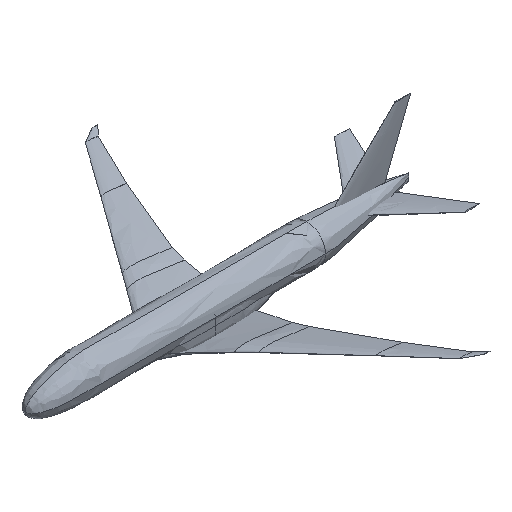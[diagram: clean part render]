
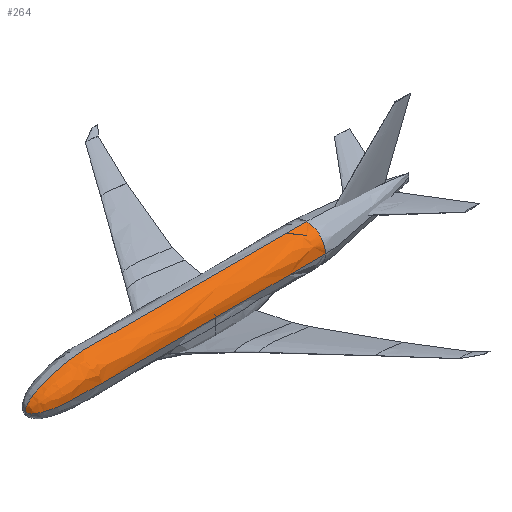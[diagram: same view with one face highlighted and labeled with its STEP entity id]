
A CAD part, isometric view. The second image highlights one B-rep face of the part: STEP entity #264.
In plain terms, the highlighted free-form (B-spline) face has degree [3, 3] with [10, 4] control points.
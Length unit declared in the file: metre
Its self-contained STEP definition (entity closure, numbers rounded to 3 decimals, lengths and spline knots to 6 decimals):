
#264 = ADVANCED_FACE( '', ( #348 ), #349, .F. );
#348 = FACE_OUTER_BOUND( '', #4282, .T. );
#349 = B_SPLINE_SURFACE_WITH_KNOTS( '', 3, 3, ( ( #4283, #4284, #4285, #4286 ), ( #4287, #4288, #4289, #4290 ), ( #4291, #4292, #4293, #4294 ), ( #4295, #4296, #4297, #4298 ), ( #4299, #4300, #4301, #4302 ), ( #4303, #4304, #4305, #4306 ), ( #4307, #4308, #4309, #4310 ), ( #4311, #4312, #4313, #4314 ), ( #4315, #4316, #4317, #4318 ), ( #4319, #4320, #4321, #4322 ) ), .UNSPECIFIED., .F., .F., .F., ( 4, 3, 3, 4 ), ( 4, 4 ), ( 0., 1., 2., 3. ), ( 0., 1. ), .UNSPECIFIED. );
#4282 = EDGE_LOOP( '', ( #6660, #6661, #6662 ) );
#4283 = CARTESIAN_POINT( '', ( 0., 0., -0.9144 ) );
#4284 = CARTESIAN_POINT( '', ( 0., 0., -0.9144 ) );
#4285 = CARTESIAN_POINT( '', ( 0., 0., -0.9144 ) );
#4286 = CARTESIAN_POINT( '', ( 0., 0., -0.9144 ) );
#4287 = CARTESIAN_POINT( '', ( 0.044504, 0., 1.635242 ) );
#4288 = CARTESIAN_POINT( '', ( 0.044504, -1.274821, 1.635242 ) );
#4289 = CARTESIAN_POINT( '', ( 0.044504, -2.549642, 0.360421 ) );
#4290 = CARTESIAN_POINT( '', ( 0.044504, -2.549642, -0.9144 ) );
#4291 = CARTESIAN_POINT( '', ( 7.125039, 0., 3.098292 ) );
#4292 = CARTESIAN_POINT( '', ( 7.125039, -1.711139, 3.098292 ) );
#4293 = CARTESIAN_POINT( '', ( 7.125039, -3.098292, 1.711139 ) );
#4294 = CARTESIAN_POINT( '', ( 7.125039, -3.098292, 0. ) );
#4295 = CARTESIAN_POINT( '', ( 9.675069, 0., 3.098292 ) );
#4296 = CARTESIAN_POINT( '', ( 9.675069, -1.711139, 3.098292 ) );
#4297 = CARTESIAN_POINT( '', ( 9.675069, -3.098292, 1.711139 ) );
#4298 = CARTESIAN_POINT( '', ( 9.675069, -3.098292, 0. ) );
#4299 = CARTESIAN_POINT( '', ( 12.2251, 0., 3.098292 ) );
#4300 = CARTESIAN_POINT( '', ( 12.2251, -1.711139, 3.098292 ) );
#4301 = CARTESIAN_POINT( '', ( 12.2251, -3.098292, 1.711139 ) );
#4302 = CARTESIAN_POINT( '', ( 12.2251, -3.098292, 0. ) );
#4303 = CARTESIAN_POINT( '', ( 43.77995, 0., 3.098292 ) );
#4304 = CARTESIAN_POINT( '', ( 43.77995, -1.711139, 3.098292 ) );
#4305 = CARTESIAN_POINT( '', ( 43.77995, -3.098292, 1.711139 ) );
#4306 = CARTESIAN_POINT( '', ( 43.77995, -3.098292, 0. ) );
#4307 = CARTESIAN_POINT( '', ( 44.582637, 0., 3.098292 ) );
#4308 = CARTESIAN_POINT( '', ( 44.582637, -1.711139, 3.098292 ) );
#4309 = CARTESIAN_POINT( '', ( 44.582637, -3.098292, 1.711139 ) );
#4310 = CARTESIAN_POINT( '', ( 44.582637, -3.098292, 0. ) );
#4311 = CARTESIAN_POINT( '', ( 44.98398, 0., 3.098292 ) );
#4312 = CARTESIAN_POINT( '', ( 44.98398, -1.711139, 3.098292 ) );
#4313 = CARTESIAN_POINT( '', ( 44.98398, -3.098292, 1.711139 ) );
#4314 = CARTESIAN_POINT( '', ( 44.98398, -3.098292, 0. ) );
#4315 = CARTESIAN_POINT( '', ( 45.585368, 0., 3.085719 ) );
#4316 = CARTESIAN_POINT( '', ( 45.585368, -1.704196, 3.085719 ) );
#4317 = CARTESIAN_POINT( '', ( 45.585368, -3.085719, 1.711019 ) );
#4318 = CARTESIAN_POINT( '', ( 45.585368, -3.085719, 0.01524 ) );
#4319 = CARTESIAN_POINT( '', ( 46.186756, 0., 3.073146 ) );
#4320 = CARTESIAN_POINT( '', ( 46.186756, -1.697252, 3.073146 ) );
#4321 = CARTESIAN_POINT( '', ( 46.186756, -3.073146, 1.710898 ) );
#4322 = CARTESIAN_POINT( '', ( 46.186756, -3.073146, 0.03048 ) );
#6660 = ORIENTED_EDGE( '', *, *, #6825, .T. );
#6661 = ORIENTED_EDGE( '', *, *, #6823, .F. );
#6662 = ORIENTED_EDGE( '', *, *, #6824, .F. );
#6823 = EDGE_CURVE( '', #6982, #6965, #6991, .T. );
#6824 = EDGE_CURVE( '', #6987, #6982, #6992, .T. );
#6825 = EDGE_CURVE( '', #6987, #6965, #6993, .T. );
#6965 = VERTEX_POINT( '', #8555 );
#6982 = VERTEX_POINT( '', #8605 );
#6987 = VERTEX_POINT( '', #8622 );
#6991 = B_SPLINE_CURVE_WITH_KNOTS( '', 3, ( #8647, #8648, #8649, #8650 ), .UNSPECIFIED., .F., .F., ( 4, 4 ), ( 0., 1. ), .UNSPECIFIED. );
#6992 = B_SPLINE_CURVE_WITH_KNOTS( '', 3, ( #8651, #8652, #8653, #8654, #8655, #8656, #8657, #8658, #8659, #8660 ), .UNSPECIFIED., .F., .F., ( 4, 3, 3, 4 ), ( 0., 1., 2., 3. ), .UNSPECIFIED. );
#6993 = B_SPLINE_CURVE_WITH_KNOTS( '', 3, ( #8661, #8662, #8663, #8664, #8665, #8666, #8667, #8668, #8669, #8670 ), .UNSPECIFIED., .F., .F., ( 4, 3, 3, 4 ), ( 0., 1., 2., 3. ), .UNSPECIFIED. );
#8555 = CARTESIAN_POINT( '', ( 46.186756, -3.073146, 0.03048 ) );
#8605 = CARTESIAN_POINT( '', ( 46.186756, 0., 3.073146 ) );
#8622 = CARTESIAN_POINT( '', ( 0., 0., -0.9144 ) );
#8647 = CARTESIAN_POINT( '', ( 46.186756, 0., 3.073146 ) );
#8648 = CARTESIAN_POINT( '', ( 46.186756, -1.697252, 3.073146 ) );
#8649 = CARTESIAN_POINT( '', ( 46.186756, -3.073146, 1.710898 ) );
#8650 = CARTESIAN_POINT( '', ( 46.186756, -3.073146, 0.03048 ) );
#8651 = CARTESIAN_POINT( '', ( 0., 0., -0.9144 ) );
#8652 = CARTESIAN_POINT( '', ( 0.044504, 0., 1.635242 ) );
#8653 = CARTESIAN_POINT( '', ( 7.125039, 0., 3.098292 ) );
#8654 = CARTESIAN_POINT( '', ( 9.675069, 0., 3.098292 ) );
#8655 = CARTESIAN_POINT( '', ( 12.2251, 0., 3.098292 ) );
#8656 = CARTESIAN_POINT( '', ( 43.77995, 0., 3.098292 ) );
#8657 = CARTESIAN_POINT( '', ( 44.582637, 0., 3.098292 ) );
#8658 = CARTESIAN_POINT( '', ( 44.98398, 0., 3.098292 ) );
#8659 = CARTESIAN_POINT( '', ( 45.585368, 0., 3.085719 ) );
#8660 = CARTESIAN_POINT( '', ( 46.186756, 0., 3.073146 ) );
#8661 = CARTESIAN_POINT( '', ( 0., 0., -0.9144 ) );
#8662 = CARTESIAN_POINT( '', ( 0.044504, -2.549642, -0.9144 ) );
#8663 = CARTESIAN_POINT( '', ( 7.125039, -3.098292, 0. ) );
#8664 = CARTESIAN_POINT( '', ( 9.675069, -3.098292, 0. ) );
#8665 = CARTESIAN_POINT( '', ( 12.2251, -3.098292, 0. ) );
#8666 = CARTESIAN_POINT( '', ( 43.77995, -3.098292, 0. ) );
#8667 = CARTESIAN_POINT( '', ( 44.582637, -3.098292, 0. ) );
#8668 = CARTESIAN_POINT( '', ( 44.98398, -3.098292, 0. ) );
#8669 = CARTESIAN_POINT( '', ( 45.585368, -3.085719, 0.01524 ) );
#8670 = CARTESIAN_POINT( '', ( 46.186756, -3.073146, 0.03048 ) );
